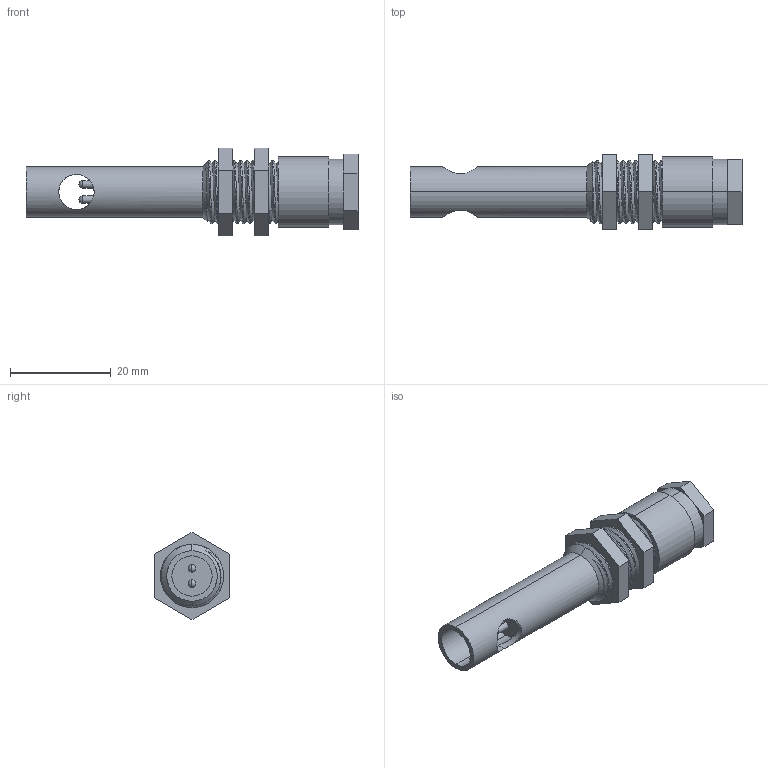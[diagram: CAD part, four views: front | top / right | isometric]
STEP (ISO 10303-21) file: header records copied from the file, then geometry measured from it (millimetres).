
FILE_DESCRIPTION (( 'STEP AP214' ), '1' );
FILE_NAME ('F3 Sensor 35mm.STEP', '2023-08-11T09:46:53', ( '' ), ( '' ), 'SwSTEP 2.0', 'SolidWorks 2022', '' );
FILE_SCHEMA (( 'AUTOMOTIVE_DESIGN' ));
Length unit declared in the file: millimetre
Products named in the file (1): F3 Sensor 35mm
Bounding box: 65.8 x 15 x 17.32 mm (x, y, z)
Volume: 5785.7 mm3; surface area: 4416.4 mm2
Topology: 3 solids, 3 shells, 90 faces, 228 edges, 147 vertices
Faces by surface type: cylinder 45, plane 35, bspline 4, sphere 4, cone 2
Entity records: 4580 total; most frequent: CARTESIAN_POINT 2527, ORIENTED_EDGE 440, DIRECTION 382, EDGE_CURVE 220, VERTEX_POINT 143, AXIS2_PLACEMENT_3D 138, LINE 106, VECTOR 106
